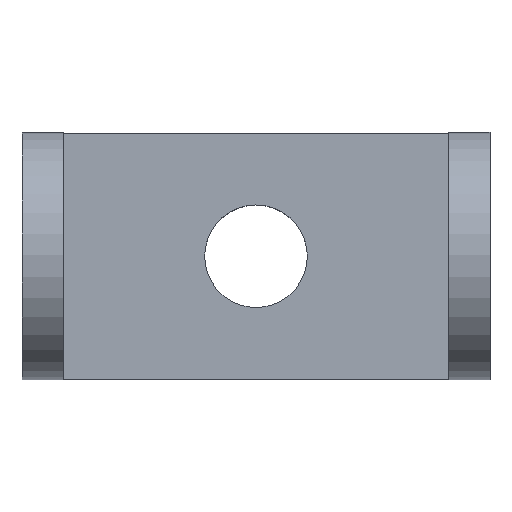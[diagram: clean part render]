
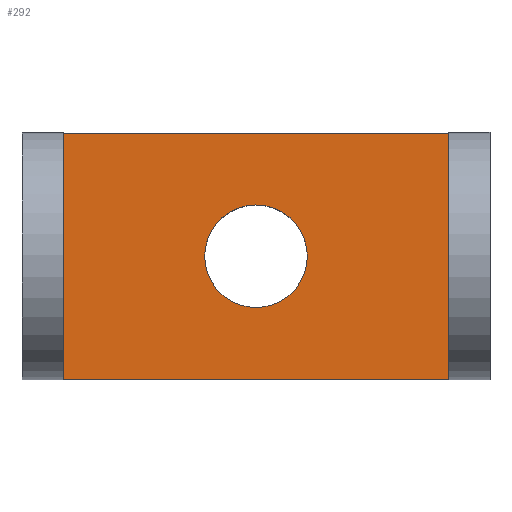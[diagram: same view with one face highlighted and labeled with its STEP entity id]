
A CAD part, top view. The second image highlights one B-rep face of the part: STEP entity #292.
In plain terms, the highlighted planar face has unit normal (0, 0, 1).
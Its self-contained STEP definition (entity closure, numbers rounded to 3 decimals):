
#17=FACE_BOUND('',#56,.T.);
#26=PLANE('',#338);
#38=FACE_OUTER_BOUND('',#55,.T.);
#55=EDGE_LOOP('',(#224,#225,#226,#227));
#56=EDGE_LOOP('',(#228));
#80=LINE('',#472,#105);
#81=LINE('',#475,#106);
#82=LINE('',#477,#107);
#83=LINE('',#478,#108);
#105=VECTOR('',#389,10.);
#106=VECTOR('',#392,10.);
#107=VECTOR('',#393,10.);
#108=VECTOR('',#394,10.);
#124=CIRCLE('',#327,12.5);
#138=VERTEX_POINT('',#443);
#147=VERTEX_POINT('',#468);
#148=VERTEX_POINT('',#470);
#149=VERTEX_POINT('',#474);
#150=VERTEX_POINT('',#476);
#165=EDGE_CURVE('',#138,#138,#124,.T.);
#178=EDGE_CURVE('',#147,#148,#80,.T.);
#179=EDGE_CURVE('',#148,#149,#81,.T.);
#180=EDGE_CURVE('',#149,#150,#82,.T.);
#181=EDGE_CURVE('',#150,#147,#83,.T.);
#224=ORIENTED_EDGE('',*,*,#178,.T.);
#225=ORIENTED_EDGE('',*,*,#179,.T.);
#226=ORIENTED_EDGE('',*,*,#180,.T.);
#227=ORIENTED_EDGE('',*,*,#181,.T.);
#228=ORIENTED_EDGE('',*,*,#165,.T.);
#292=ADVANCED_FACE('',(#38,#17),#26,.T.);
#327=AXIS2_PLACEMENT_3D('',#445,#361,#362);
#338=AXIS2_PLACEMENT_3D('',#473,#390,#391);
#361=DIRECTION('center_axis',(0.,0.,-1.));
#362=DIRECTION('ref_axis',(-1.,0.,0.));
#389=DIRECTION('',(0.,1.,0.));
#390=DIRECTION('center_axis',(0.,0.,1.));
#391=DIRECTION('ref_axis',(1.,0.,0.));
#392=DIRECTION('',(-1.,0.,0.));
#393=DIRECTION('',(0.,-1.,0.));
#394=DIRECTION('',(1.,0.,0.));
#443=CARTESIAN_POINT('',(12.5,0.,22.));
#445=CARTESIAN_POINT('Origin',(0.,0.,22.));
#468=CARTESIAN_POINT('',(47.,-30.,22.));
#470=CARTESIAN_POINT('',(47.,30.,22.));
#472=CARTESIAN_POINT('',(47.,0.,22.));
#473=CARTESIAN_POINT('Origin',(0.,0.,22.));
#474=CARTESIAN_POINT('',(-47.,30.,22.));
#475=CARTESIAN_POINT('',(57.,30.,22.));
#476=CARTESIAN_POINT('',(-47.,-30.,22.));
#477=CARTESIAN_POINT('',(-47.,0.,22.));
#478=CARTESIAN_POINT('',(-57.,-30.,22.));
